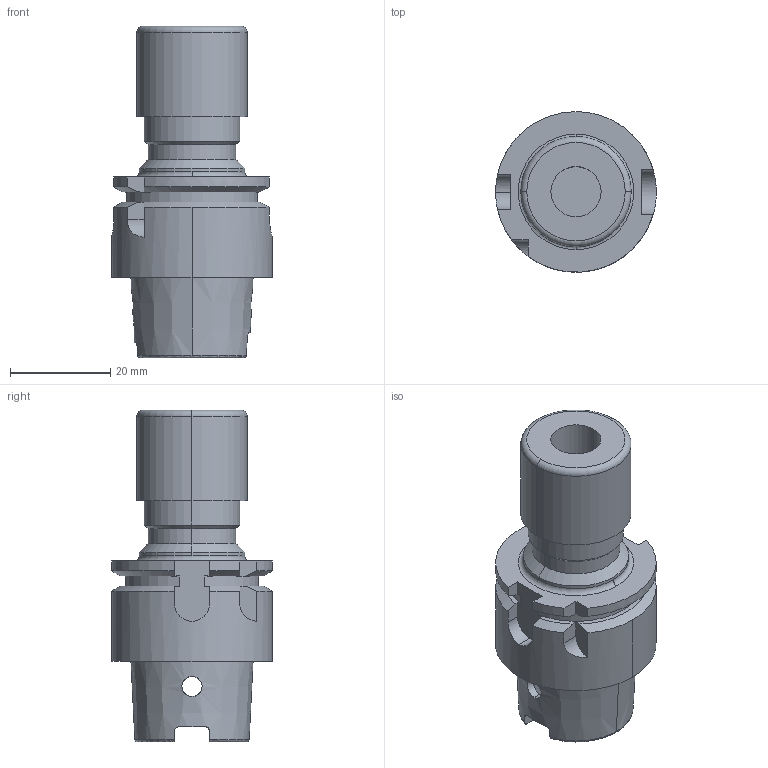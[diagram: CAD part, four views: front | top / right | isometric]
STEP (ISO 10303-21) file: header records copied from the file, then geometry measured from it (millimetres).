
FILE_DESCRIPTION (( 'STEP AP203' ), '1' );
FILE_NAME ('STP-SAKEM-70.123.16.050.STEP', '2021-05-12T09:36:15', ( '' ), ( '' ), 'SwSTEP 2.0', 'SolidWorks 2017', '' );
FILE_SCHEMA (( 'CONFIG_CONTROL_DESIGN' ));
Length unit declared in the file: millimetre
Products named in the file (1): STP-SAKEM-70.123.16.050
Bounding box: 32 x 32 x 66 mm (x, y, z)
Volume: 23015.8 mm3; surface area: 9585.6 mm2
Topology: 1 solids, 1 shells, 104 faces, 272 edges, 173 vertices
Faces by surface type: cylinder 39, plane 33, cone 21, torus 11
Entity records: 3658 total; most frequent: CARTESIAN_POINT 1014, ORIENTED_EDGE 544, DIRECTION 543, EDGE_CURVE 272, AXIS2_PLACEMENT_3D 214, VERTEX_POINT 173, LINE 115, VECTOR 115
